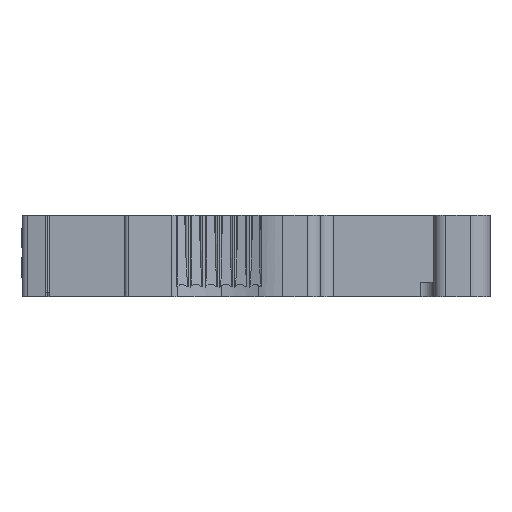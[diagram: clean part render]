
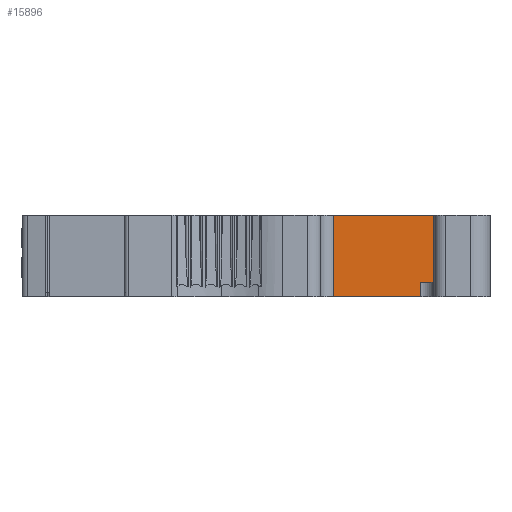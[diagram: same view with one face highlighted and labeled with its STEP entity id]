
A CAD part, left-side view. The second image highlights one B-rep face of the part: STEP entity #15896.
In plain terms, the highlighted planar face has unit normal (-1, 0, 0).
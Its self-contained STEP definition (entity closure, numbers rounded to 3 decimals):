
#113 = ORIENTED_EDGE ( 'NONE', *, *, #17556, .T. ) ;
#543 = VECTOR ( 'NONE', #12530, 1000. ) ;
#1284 = LINE ( 'NONE', #6309, #6254 ) ;
#2690 = VERTEX_POINT ( 'NONE', #10966 ) ;
#4179 = DIRECTION ( 'NONE',  ( 1., 0., 0. ) ) ;
#4278 = LINE ( 'NONE', #9211, #543 ) ;
#4790 = CARTESIAN_POINT ( 'NONE',  ( -37.462, 5.7, 0. ) ) ;
#5038 = DIRECTION ( 'NONE',  ( 0., -1., 0. ) ) ;
#5618 = VERTEX_POINT ( 'NONE', #20287 ) ;
#5833 = PLANE ( 'NONE',  #17801 ) ;
#6110 = ORIENTED_EDGE ( 'NONE', *, *, #8517, .T. ) ;
#6254 = VECTOR ( 'NONE', #19490, 1000. ) ;
#6309 = CARTESIAN_POINT ( 'NONE',  ( -37.462, -3.95, 1.1 ) ) ;
#6414 = LINE ( 'NONE', #4790, #12708 ) ;
#6868 = DIRECTION ( 'NONE',  ( 0., 1., 0. ) ) ;
#8133 = VERTEX_POINT ( 'NONE', #13475 ) ;
#8175 = DIRECTION ( 'NONE',  ( 0., -1., 0. ) ) ;
#8458 = LINE ( 'NONE', #15054, #17843 ) ;
#8517 = EDGE_CURVE ( 'NONE', #19843, #10206, #6414, .T. ) ;
#9211 = CARTESIAN_POINT ( 'NONE',  ( -37.462, -0.9, 6.2 ) ) ;
#9908 = ORIENTED_EDGE ( 'NONE', *, *, #17080, .F. ) ;
#10094 = DIRECTION ( 'NONE',  ( 0., 1., 0. ) ) ;
#10206 = VERTEX_POINT ( 'NONE', #18681 ) ;
#10793 = EDGE_LOOP ( 'NONE', ( #6110, #20731, #15696, #113, #16299, #9908 ) ) ;
#10966 = CARTESIAN_POINT ( 'NONE',  ( -37.462, 5.7, 6.2 ) ) ;
#11336 = EDGE_CURVE ( 'NONE', #2690, #8133, #15452, .T. ) ;
#12154 = CARTESIAN_POINT ( 'NONE',  ( -37.462, -3.95, 1.1 ) ) ;
#12506 = CARTESIAN_POINT ( 'NONE',  ( -37.462, 5.7, 0. ) ) ;
#12530 = DIRECTION ( 'NONE',  ( 0., 0., 1. ) ) ;
#12708 = VECTOR ( 'NONE', #8175, 1000. ) ;
#12791 = VECTOR ( 'NONE', #6868, 1000. ) ;
#12876 = CARTESIAN_POINT ( 'NONE',  ( -37.462, -0.9, 1.1 ) ) ;
#13475 = CARTESIAN_POINT ( 'NONE',  ( -37.462, -3.95, 6.2 ) ) ;
#13733 = EDGE_CURVE ( 'NONE', #5618, #16895, #15118, .T. ) ;
#15054 = CARTESIAN_POINT ( 'NONE',  ( -37.462, 5.7, 6.2 ) ) ;
#15118 = LINE ( 'NONE', #12154, #12791 ) ;
#15452 = LINE ( 'NONE', #20058, #19436 ) ;
#15696 = ORIENTED_EDGE ( 'NONE', *, *, #13733, .F. ) ;
#15896 = ADVANCED_FACE ( 'NONE', ( #21180 ), #5833, .F. ) ;
#16299 = ORIENTED_EDGE ( 'NONE', *, *, #11336, .F. ) ;
#16895 = VERTEX_POINT ( 'NONE', #12876 ) ;
#17080 = EDGE_CURVE ( 'NONE', #19843, #2690, #8458, .T. ) ;
#17556 = EDGE_CURVE ( 'NONE', #5618, #8133, #1284, .T. ) ;
#17801 = AXIS2_PLACEMENT_3D ( 'NONE', #19223, #4179, #10094 ) ;
#17843 = VECTOR ( 'NONE', #18229, 1000. ) ;
#18229 = DIRECTION ( 'NONE',  ( 0., 0., 1. ) ) ;
#18467 = EDGE_CURVE ( 'NONE', #10206, #16895, #4278, .T. ) ;
#18681 = CARTESIAN_POINT ( 'NONE',  ( -37.462, -0.9, 0. ) ) ;
#19223 = CARTESIAN_POINT ( 'NONE',  ( -37.462, 5.7, 6.2 ) ) ;
#19436 = VECTOR ( 'NONE', #5038, 1000. ) ;
#19490 = DIRECTION ( 'NONE',  ( 0., 0., 1. ) ) ;
#19843 = VERTEX_POINT ( 'NONE', #12506 ) ;
#20058 = CARTESIAN_POINT ( 'NONE',  ( -37.462, 5.7, 6.2 ) ) ;
#20287 = CARTESIAN_POINT ( 'NONE',  ( -37.462, -3.95, 1.1 ) ) ;
#20731 = ORIENTED_EDGE ( 'NONE', *, *, #18467, .T. ) ;
#21180 = FACE_OUTER_BOUND ( 'NONE', #10793, .T. ) ;
